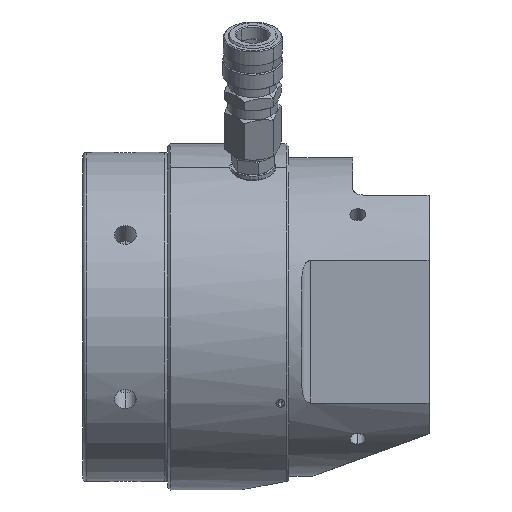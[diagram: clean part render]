
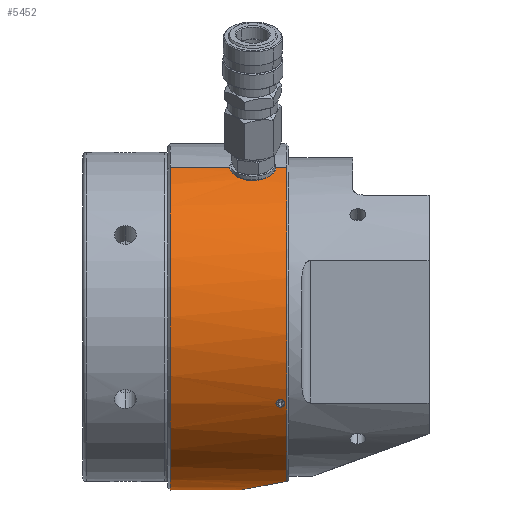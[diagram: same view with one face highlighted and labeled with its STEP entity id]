
A CAD part, left-side view. The second image highlights one B-rep face of the part: STEP entity #5452.
In plain terms, the highlighted cylindrical face has radius 81.5 mm (diameter 163 mm), a partial arc.
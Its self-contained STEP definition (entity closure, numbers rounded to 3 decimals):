
#5=DIRECTION('',(0.,1.,0.));
#6=VECTOR('',#5,28.);
#7=CARTESIAN_POINT('',(-40.75,94.,70.581));
#8=LINE('',#7,#6);
#9=CARTESIAN_POINT('',(-49.903,83.,64.435));
#10=CARTESIAN_POINT('',(-49.903,83.837,64.435));
#11=CARTESIAN_POINT('',(-49.755,85.464,64.55));
#12=CARTESIAN_POINT('',(-49.101,87.809,65.052));
#13=CARTESIAN_POINT('',(-48.033,89.915,65.848));
#14=CARTESIAN_POINT('',(-46.594,91.675,66.877));
#15=CARTESIAN_POINT('',(-44.847,92.997,68.064));
#16=CARTESIAN_POINT('',(-42.87,93.815,69.328));
#17=CARTESIAN_POINT('',(-41.474,94.,70.163));
#18=CARTESIAN_POINT('',(-40.75,94.,70.581));
#20=CARTESIAN_POINT('',(-40.75,72.,70.581));
#21=CARTESIAN_POINT('',(-41.47,72.,70.165));
#22=CARTESIAN_POINT('',(-42.859,72.183,69.335));
#23=CARTESIAN_POINT('',(-44.851,73.003,68.061));
#24=CARTESIAN_POINT('',(-46.583,74.318,66.884));
#25=CARTESIAN_POINT('',(-48.022,76.066,65.855));
#26=CARTESIAN_POINT('',(-49.095,78.175,65.056));
#27=CARTESIAN_POINT('',(-49.754,80.531,64.551));
#28=CARTESIAN_POINT('',(-49.903,82.161,64.435));
#29=CARTESIAN_POINT('',(-49.903,83.,64.435));
#31=DIRECTION('',(0.,1.,0.));
#32=VECTOR('',#31,5.);
#33=CARTESIAN_POINT('',(-40.75,67.,70.581));
#34=LINE('',#33,#32);
#35=CARTESIAN_POINT('',(-69.551,69.419,-42.484));
#36=CARTESIAN_POINT('',(-69.585,69.191,-42.427));
#37=CARTESIAN_POINT('',(-69.687,68.78,-42.261));
#38=CARTESIAN_POINT('',(-69.95,68.265,-41.825));
#39=CARTESIAN_POINT('',(-70.276,67.955,-41.276));
#40=CARTESIAN_POINT('',(-70.632,67.869,-40.664));
#41=CARTESIAN_POINT('',(-70.977,68.021,-40.058));
#42=CARTESIAN_POINT('',(-71.274,68.391,-39.526));
#43=CARTESIAN_POINT('',(-71.491,68.949,-39.132));
#44=CARTESIAN_POINT('',(-71.566,69.362,-38.994));
#45=CARTESIAN_POINT('',(-71.588,69.583,-38.954));
#47=CARTESIAN_POINT('',(-71.588,69.583,-38.954));
#48=CARTESIAN_POINT('',(-71.595,69.652,-38.941));
#49=CARTESIAN_POINT('',(-71.606,69.787,-38.921));
#50=CARTESIAN_POINT('',(-71.609,69.929,-38.916));
#51=CARTESIAN_POINT('',(-71.609,70.,-38.916));
#53=CARTESIAN_POINT('',(-71.609,70.,-38.916));
#54=CARTESIAN_POINT('',(-71.609,70.066,-38.916));
#55=CARTESIAN_POINT('',(-71.606,70.197,-38.922));
#56=CARTESIAN_POINT('',(-71.592,70.391,-38.948));
#57=CARTESIAN_POINT('',(-71.577,70.519,-38.974));
#58=CARTESIAN_POINT('',(-71.568,70.581,-38.991));
#60=CARTESIAN_POINT('',(-71.568,70.581,-38.991));
#61=CARTESIAN_POINT('',(-71.536,70.809,-39.049));
#62=CARTESIAN_POINT('',(-71.443,71.22,-39.22));
#63=CARTESIAN_POINT('',(-71.197,71.735,-39.666));
#64=CARTESIAN_POINT('',(-70.884,72.045,-40.223));
#65=CARTESIAN_POINT('',(-70.532,72.131,-40.837));
#66=CARTESIAN_POINT('',(-70.18,71.979,-41.439));
#67=CARTESIAN_POINT('',(-69.868,71.609,-41.963));
#68=CARTESIAN_POINT('',(-69.635,71.051,-42.347));
#69=CARTESIAN_POINT('',(-69.553,70.638,-42.481));
#70=CARTESIAN_POINT('',(-69.529,70.417,-42.52));
#72=CARTESIAN_POINT('',(-69.529,70.417,-42.52));
#73=CARTESIAN_POINT('',(-69.521,70.348,-42.533));
#74=CARTESIAN_POINT('',(-69.51,70.213,-42.552));
#75=CARTESIAN_POINT('',(-69.506,70.071,-42.557));
#76=CARTESIAN_POINT('',(-69.507,70.,-42.557));
#78=CARTESIAN_POINT('',(-69.507,70.,-42.557));
#79=CARTESIAN_POINT('',(-69.507,69.934,-42.557));
#80=CARTESIAN_POINT('',(-69.51,69.803,-42.551));
#81=CARTESIAN_POINT('',(-69.525,69.609,-42.526));
#82=CARTESIAN_POINT('',(-69.541,69.481,-42.5));
#83=CARTESIAN_POINT('',(-69.551,69.419,-42.484));
#85=DIRECTION('',(0.,1.,0.));
#86=VECTOR('',#85,55.);
#87=CARTESIAN_POINT('',(40.75,67.,-70.581));
#88=LINE('',#87,#86);
#98=CARTESIAN_POINT('',(-40.75,72.,70.581));
#266=CARTESIAN_POINT('',(0.,122.,0.));
#267=DIRECTION('',(0.,1.,0.));
#268=DIRECTION('',(0.5,0.,-0.866));
#269=AXIS2_PLACEMENT_3D('',#266,#267,#268);
#742=CARTESIAN_POINT('',(0.,67.,0.));
#743=DIRECTION('',(0.,-1.,0.));
#744=DIRECTION('',(-0.5,0.,0.866));
#745=AXIS2_PLACEMENT_3D('',#742,#743,#744);
#752=CARTESIAN_POINT('',(0.,67.,0.));
#753=DIRECTION('',(0.,-1.,0.));
#754=DIRECTION('',(0.312,0.,-0.95));
#755=AXIS2_PLACEMENT_3D('',#752,#753,#754);
#771=CARTESIAN_POINT('',(-25.42,67.,-77.434));
#772=CARTESIAN_POINT('',(-21.183,74.54,-78.825));
#773=CARTESIAN_POINT('',(-12.71,85.481,-80.843));
#774=CARTESIAN_POINT('',(0.,90.823,
-81.828));
#775=CARTESIAN_POINT('',(12.71,85.481,-80.843));
#776=CARTESIAN_POINT('',(21.183,74.54,-78.825));
#777=CARTESIAN_POINT('',(25.42,67.,-77.434));
#784=CARTESIAN_POINT('',(-25.42,67.,-77.434));
#786=CARTESIAN_POINT('',(25.42,67.,-77.434));
#4499=CARTESIAN_POINT('',(40.75,67.,-70.581));
#4500=CARTESIAN_POINT('',(-40.75,67.,70.581));
#4501=VERTEX_POINT('',#4499);
#4502=VERTEX_POINT('',#4500);
#4506=VERTEX_POINT('',#784);
#4513=VERTEX_POINT('',#786);
#4517=CARTESIAN_POINT('',(-49.903,83.,64.435));
#4519=VERTEX_POINT('',#4517);
#4522=VERTEX_POINT('',#98);
#4525=CARTESIAN_POINT('',(-40.75,122.,70.581));
#4526=CARTESIAN_POINT('',(40.75,122.,-70.581));
#4527=VERTEX_POINT('',#4525);
#4528=VERTEX_POINT('',#4526);
#4533=VERTEX_POINT('',#18);
#5307=VERTEX_POINT('',#35);
#5308=VERTEX_POINT('',#45);
#5309=VERTEX_POINT('',#78);
#5310=VERTEX_POINT('',#53);
#5311=VERTEX_POINT('',#58);
#5312=VERTEX_POINT('',#70);
#5416=CARTESIAN_POINT('',(0.,66.,0.));
#5417=DIRECTION('',(0.,-1.,0.));
#5418=DIRECTION('',(0.5,0.,-0.866));
#5419=AXIS2_PLACEMENT_3D('',#5416,#5417,#5418);
#5420=CYLINDRICAL_SURFACE('',#5419,81.5);
#5422=ORIENTED_EDGE('',*,*,#5421,.F.);
#5424=ORIENTED_EDGE('',*,*,#5423,.F.);
#5426=ORIENTED_EDGE('',*,*,#5425,.F.);
#5428=ORIENTED_EDGE('',*,*,#5427,.F.);
#5430=ORIENTED_EDGE('',*,*,#5429,.T.);
#5432=ORIENTED_EDGE('',*,*,#5431,.T.);
#5434=ORIENTED_EDGE('',*,*,#5433,.T.);
#5436=ORIENTED_EDGE('',*,*,#5435,.T.);
#5438=ORIENTED_EDGE('',*,*,#5437,.T.);
#5439=EDGE_LOOP('',(#5422,#5424,#5426,#5428,#5430,#5432,#5434,#5436,#5438));
#5440=FACE_OUTER_BOUND('',#5439,.F.);
#5441=ORIENTED_EDGE('',*,*,#5401,.T.);
#5442=ORIENTED_EDGE('',*,*,#5411,.T.);
#5443=ORIENTED_EDGE('',*,*,#5409,.T.);
#5445=ORIENTED_EDGE('',*,*,#5444,.T.);
#5447=ORIENTED_EDGE('',*,*,#5446,.T.);
#5449=ORIENTED_EDGE('',*,*,#5448,.T.);
#5450=EDGE_LOOP('',(#5441,#5442,#5443,#5445,#5447,#5449));
#5451=FACE_BOUND('',#5450,.F.);
#5452=ADVANCED_FACE('',(#5440,#5451),#5420,.T.);
#19=B_SPLINE_CURVE_WITH_KNOTS('',3,(#9,#10,#11,#12,#13,#14,#15,#16,#17,#18),
.UNSPECIFIED.,.F.,.F.,(4,1,1,1,1,1,1,4),(0.,0.143,
0.286,0.429,0.571,0.714,
0.857,1.),.UNSPECIFIED.);
#30=B_SPLINE_CURVE_WITH_KNOTS('',3,(#20,#21,#22,#23,#24,#25,#26,#27,#28,#29),
.UNSPECIFIED.,.F.,.F.,(4,1,1,1,1,1,1,4),(0.,0.143,
0.286,0.429,0.571,0.714,
0.857,1.),.UNSPECIFIED.);
#46=B_SPLINE_CURVE_WITH_KNOTS('',3,(#35,#36,#37,#38,#39,#40,#41,#42,#43,#44,
#45),.UNSPECIFIED.,.F.,.F.,(4,1,1,1,1,1,1,1,4),(0.,0.125,0.25,0.375,
0.5,0.625,0.75,0.875,1.),.UNSPECIFIED.);
#52=B_SPLINE_CURVE_WITH_KNOTS('',3,(#47,#48,#49,#50,#51),.UNSPECIFIED.,.F.,.F.,(
4,1,4),(0.,0.5,1.),.UNSPECIFIED.);
#59=B_SPLINE_CURVE_WITH_KNOTS('',3,(#53,#54,#55,#56,#57,#58),.UNSPECIFIED.,.F.,
.F.,(4,1,1,4),(0.,0.333,0.667,1.),.UNSPECIFIED.);
#71=B_SPLINE_CURVE_WITH_KNOTS('',3,(#60,#61,#62,#63,#64,#65,#66,#67,#68,#69,
#70),.UNSPECIFIED.,.F.,.F.,(4,1,1,1,1,1,1,1,4),(0.,0.125,0.25,0.375,
0.5,0.625,0.75,0.875,1.),.UNSPECIFIED.);
#77=B_SPLINE_CURVE_WITH_KNOTS('',3,(#72,#73,#74,#75,#76),.UNSPECIFIED.,.F.,.F.,(
4,1,4),(0.,0.5,1.),.UNSPECIFIED.);
#84=B_SPLINE_CURVE_WITH_KNOTS('',3,(#78,#79,#80,#81,#82,#83),.UNSPECIFIED.,.F.,
.F.,(4,1,1,4),(0.,0.333,0.667,1.),.UNSPECIFIED.);
#270=CIRCLE('',#269,81.5);
#746=CIRCLE('',#745,81.5);
#756=CIRCLE('',#755,81.5);
#778=B_SPLINE_CURVE_WITH_KNOTS('',3,(#771,#772,#773,#774,#775,#776,#777),
.UNSPECIFIED.,.F.,.F.,(4,1,1,1,4),(0.,0.25,0.5,0.75,1.),
.UNSPECIFIED.);
#5401=EDGE_CURVE('',#5307,#5308,#46,.T.);
#5409=EDGE_CURVE('',#5310,#5311,#59,.T.);
#5411=EDGE_CURVE('',#5308,#5310,#52,.T.);
#5421=EDGE_CURVE('',#4533,#4527,#8,.T.);
#5423=EDGE_CURVE('',#4519,#4533,#19,.T.);
#5425=EDGE_CURVE('',#4522,#4519,#30,.T.);
#5427=EDGE_CURVE('',#4502,#4522,#34,.T.);
#5429=EDGE_CURVE('',#4502,#4506,#746,.T.);
#5431=EDGE_CURVE('',#4506,#4513,#778,.T.);
#5433=EDGE_CURVE('',#4513,#4501,#756,.T.);
#5435=EDGE_CURVE('',#4501,#4528,#88,.T.);
#5437=EDGE_CURVE('',#4528,#4527,#270,.T.);
#5444=EDGE_CURVE('',#5311,#5312,#71,.T.);
#5446=EDGE_CURVE('',#5312,#5309,#77,.T.);
#5448=EDGE_CURVE('',#5309,#5307,#84,.T.);
